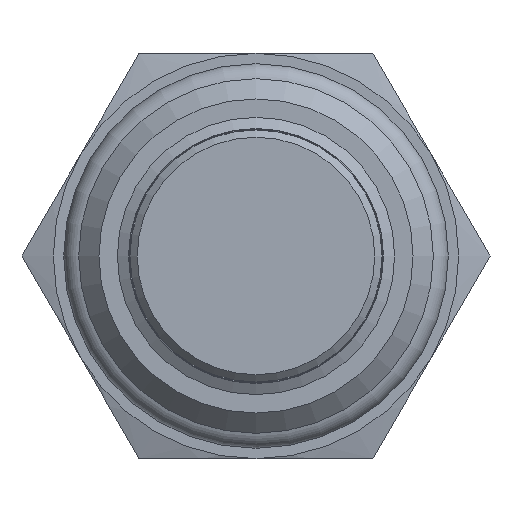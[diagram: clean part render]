
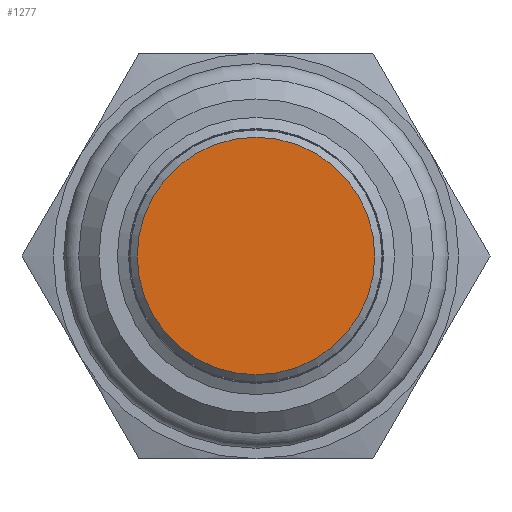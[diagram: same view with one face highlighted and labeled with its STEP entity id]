
A CAD part, front view. The second image highlights one B-rep face of the part: STEP entity #1277.
In plain terms, the highlighted planar face has unit normal (0, -1, 0).
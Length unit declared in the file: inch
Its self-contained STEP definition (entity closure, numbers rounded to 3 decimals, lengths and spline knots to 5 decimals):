
#1261=CARTESIAN_POINT('',(0.0,-3.0635,0.0));
#1262=DIRECTION('',(0.0,-1.0,0.0));
#1263=DIRECTION('',(0.0,0.0,1.0));
#1264=AXIS2_PLACEMENT_3D('',#1261,#1262,#1263);
#1265=PLANE('',#1264);
#1266=CARTESIAN_POINT('',(-0.293,-3.0635,0.));
#1267=VERTEX_POINT('',#1266);
#1268=CARTESIAN_POINT('',(0.0,-3.0635,0.0));
#1269=DIRECTION('',(0.0,1.0,0.0));
#1270=DIRECTION('',(1.0,0.0,0.0));
#1271=AXIS2_PLACEMENT_3D('',#1268,#1269,#1270);
#1272=CIRCLE('',#1271,0.293);
#1273=EDGE_CURVE('',#1267,#1267,#1272,.T.);
#1274=ORIENTED_EDGE('',*,*,#1273,.F.);
#1275=EDGE_LOOP('',(#1274));
#1276=FACE_OUTER_BOUND('',#1275,.T.);
#1277=ADVANCED_FACE('',(#1276),#1265,.T.);
